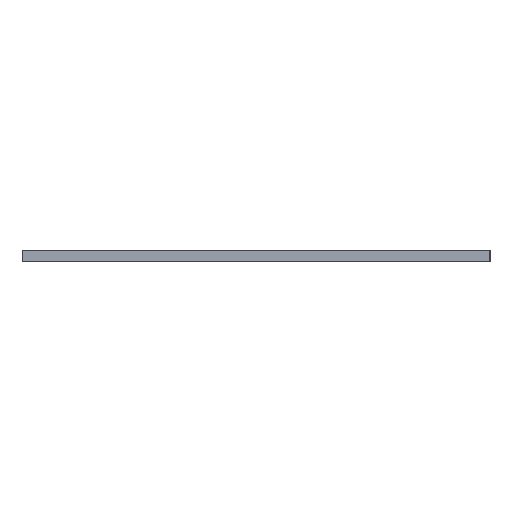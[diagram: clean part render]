
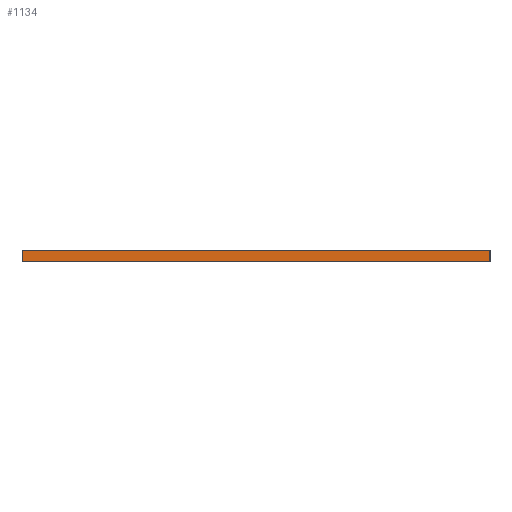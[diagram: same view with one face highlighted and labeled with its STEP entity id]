
A CAD part, left-side view. The second image highlights one B-rep face of the part: STEP entity #1134.
In plain terms, the highlighted planar face has unit normal (-1, 0, 0).
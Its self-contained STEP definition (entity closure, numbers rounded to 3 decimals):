
#10 = LINE ( 'NONE', #915, #307 ) ;
#46 = CARTESIAN_POINT ( 'NONE',  ( 0., 0., 3. ) ) ;
#52 = EDGE_LOOP ( 'NONE', ( #717, #899, #863, #458 ) ) ;
#59 = CARTESIAN_POINT ( 'NONE',  ( 0., 0., 3. ) ) ;
#118 = VECTOR ( 'NONE', #338, 1000. ) ;
#134 = VECTOR ( 'NONE', #658, 1000. ) ;
#157 = FACE_OUTER_BOUND ( 'NONE', #52, .T. ) ;
#209 = DIRECTION ( 'NONE',  ( 0., -1., 0. ) ) ;
#224 = CARTESIAN_POINT ( 'NONE',  ( 0., 0., 3. ) ) ;
#234 = VERTEX_POINT ( 'NONE', #713 ) ;
#261 = LINE ( 'NONE', #927, #134 ) ;
#262 = PLANE ( 'NONE',  #862 ) ;
#307 = VECTOR ( 'NONE', #1106, 1000. ) ;
#338 = DIRECTION ( 'NONE',  ( 0., 0., -1. ) ) ;
#358 = EDGE_CURVE ( 'NONE', #234, #405, #261, .T. ) ;
#383 = VECTOR ( 'NONE', #209, 1000. ) ;
#402 = VERTEX_POINT ( 'NONE', #641 ) ;
#405 = VERTEX_POINT ( 'NONE', #1101 ) ;
#458 = ORIENTED_EDGE ( 'NONE', *, *, #358, .T. ) ;
#490 = LINE ( 'NONE', #46, #383 ) ;
#514 = EDGE_CURVE ( 'NONE', #234, #941, #490, .T. ) ;
#529 = DIRECTION ( 'NONE',  ( 0., 0., -1. ) ) ;
#583 = EDGE_CURVE ( 'NONE', #941, #402, #718, .T. ) ;
#641 = CARTESIAN_POINT ( 'NONE',  ( 0., 0., 0. ) ) ;
#658 = DIRECTION ( 'NONE',  ( 0., 0., -1. ) ) ;
#669 = EDGE_CURVE ( 'NONE', #405, #402, #10, .T. ) ;
#713 = CARTESIAN_POINT ( 'NONE',  ( 0., 120., 3. ) ) ;
#717 = ORIENTED_EDGE ( 'NONE', *, *, #669, .T. ) ;
#718 = LINE ( 'NONE', #59, #118 ) ;
#813 = CARTESIAN_POINT ( 'NONE',  ( 0., 0., 3. ) ) ;
#862 = AXIS2_PLACEMENT_3D ( 'NONE', #813, #1008, #529 ) ;
#863 = ORIENTED_EDGE ( 'NONE', *, *, #514, .F. ) ;
#899 = ORIENTED_EDGE ( 'NONE', *, *, #583, .F. ) ;
#915 = CARTESIAN_POINT ( 'NONE',  ( 0., 0., 0. ) ) ;
#927 = CARTESIAN_POINT ( 'NONE',  ( 0., 120., 3. ) ) ;
#941 = VERTEX_POINT ( 'NONE', #224 ) ;
#1008 = DIRECTION ( 'NONE',  ( 1., 0., 0. ) ) ;
#1101 = CARTESIAN_POINT ( 'NONE',  ( 0., 120., 0. ) ) ;
#1106 = DIRECTION ( 'NONE',  ( 0., -1., 0. ) ) ;
#1134 = ADVANCED_FACE ( 'NONE', ( #157 ), #262, .F. ) ;
